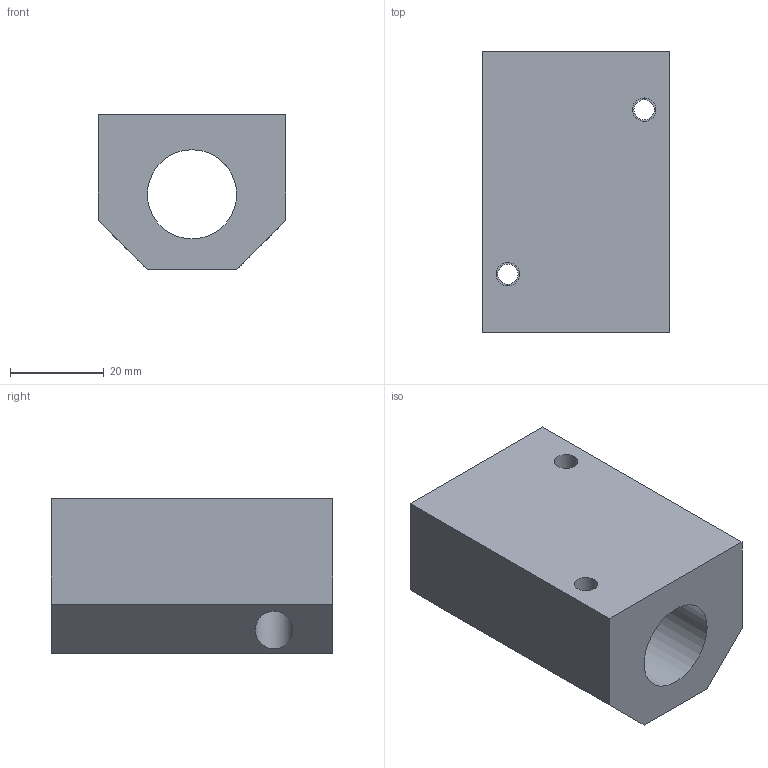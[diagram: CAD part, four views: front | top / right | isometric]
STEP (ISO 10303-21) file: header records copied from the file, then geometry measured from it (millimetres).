
FILE_DESCRIPTION( ( 'STEP AP214' ), '1' );
FILE_NAME( 'STGC-12.stp', '2010-01-20T14:05:44', ( ' ' ), ( ' ' ), 'XStep 1.0', ' ', ' ' );
FILE_SCHEMA( ( 'CONFIG_CONTROL_DESIGN) ( )' ) );
Length unit declared in the file: metre
Products named in the file (1): 1
Bounding box: 40 x 60 x 33 mm (x, y, z)
Volume: 53370.7 mm3; surface area: 14656 mm2
Topology: 1 solids, 1 shells, 22 faces, 48 edges, 33 vertices
Faces by surface type: plane 13, cylinder 9
Full cylindrical faces by diameter (mm): 4 x1, 4.3 x2, 5 x2, 8 x3, 19 x1
Entity records: 804 total; most frequent: CARTESIAN_POINT 146, DIRECTION 98, ORIENTED_EDGE 72, EDGE_LOOP 44, AXIS2_PLACEMENT_3D 40, EDGE_CURVE 36, FACE_OUTER_BOUND 31, VERTEX_POINT 30
